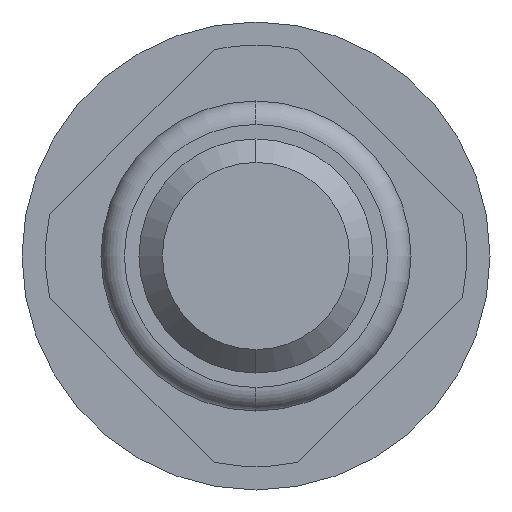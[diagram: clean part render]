
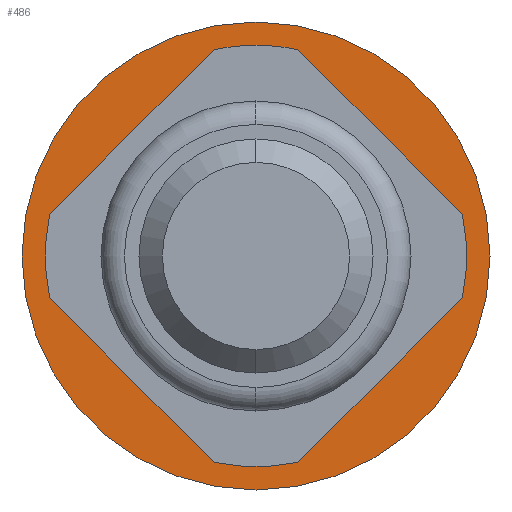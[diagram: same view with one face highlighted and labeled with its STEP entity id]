
A CAD part, front view. The second image highlights one B-rep face of the part: STEP entity #486.
In plain terms, the highlighted planar face has unit normal (0, -1, 0).
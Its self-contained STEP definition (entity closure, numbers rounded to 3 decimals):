
#69 = CIRCLE ( 'NONE', #589, 2. ) ;
#91 = DIRECTION ( 'NONE',  ( 0., -1., 0. ) ) ;
#92 = CARTESIAN_POINT ( 'NONE',  ( 2., 5.3, 0. ) ) ;
#246 = CARTESIAN_POINT ( 'NONE',  ( 0., 5.3, -0.9 ) ) ;
#318 = FACE_BOUND ( 'NONE', #920, .T. ) ;
#473 = AXIS2_PLACEMENT_3D ( 'NONE', #3074, #2470, #2788 ) ;
#486 = ADVANCED_FACE ( 'Defeature ausgef�hrt3_20', ( #2628, #318 ), #682, .T. ) ;
#589 = AXIS2_PLACEMENT_3D ( 'NONE', #2295, #887, #2335 ) ;
#682 = PLANE ( 'NONE',  #1948 ) ;
#717 = VERTEX_POINT ( 'NONE', #1303 ) ;
#779 = AXIS2_PLACEMENT_3D ( 'NONE', #1634, #2230, #1071 ) ;
#887 = DIRECTION ( 'NONE',  ( 0., -1., 0. ) ) ;
#920 = EDGE_LOOP ( 'NONE', ( #2461, #3421 ) ) ;
#940 = CARTESIAN_POINT ( 'NONE',  ( 0., 5.3, 2. ) ) ;
#972 = AXIS2_PLACEMENT_3D ( 'NONE', #2774, #91, #1551 ) ;
#1001 = CIRCLE ( 'NONE', #473, 0.9 ) ;
#1071 = DIRECTION ( 'NONE',  ( 0., 0., -1. ) ) ;
#1303 = CARTESIAN_POINT ( 'NONE',  ( 0., 5.3, 0.9 ) ) ;
#1314 = VERTEX_POINT ( 'NONE', #1523 ) ;
#1371 = CIRCLE ( 'NONE', #779, 0.9 ) ;
#1523 = CARTESIAN_POINT ( 'NONE',  ( 0., 5.3, -2. ) ) ;
#1551 = DIRECTION ( 'NONE',  ( 0., 0., -1. ) ) ;
#1634 = CARTESIAN_POINT ( 'NONE',  ( 0., 5.3, 0. ) ) ;
#1948 = AXIS2_PLACEMENT_3D ( 'NONE', #92, #2399, #2703 ) ;
#2171 = EDGE_LOOP ( 'NONE', ( #2196, #3323 ) ) ;
#2196 = ORIENTED_EDGE ( 'NONE', *, *, #3254, .T. ) ;
#2230 = DIRECTION ( 'NONE',  ( 0., -1., 0. ) ) ;
#2295 = CARTESIAN_POINT ( 'NONE',  ( 0., 5.3, 0. ) ) ;
#2323 = EDGE_CURVE ( 'Defeature ausgef�hrt3_19+Defeature ausgef�hrt3_20+Defeature ausgef�hrt3_20+Defeature ausgef�hrt3_20', #717, #3369, #1001, .T. ) ;
#2335 = DIRECTION ( 'NONE',  ( 0., 0., -1. ) ) ;
#2352 = EDGE_CURVE ( 'Defeature ausgef�hrt3_19+Defeature ausgef�hrt3_20+Defeature ausgef�hrt3_20+Defeature ausgef�hrt3_20', #3369, #717, #1371, .T. ) ;
#2399 = DIRECTION ( 'NONE',  ( 0., -1., 0. ) ) ;
#2461 = ORIENTED_EDGE ( 'NONE', *, *, #2352, .F. ) ;
#2470 = DIRECTION ( 'NONE',  ( 0., -1., 0. ) ) ;
#2628 = FACE_OUTER_BOUND ( 'NONE', #2171, .T. ) ;
#2660 = CIRCLE ( 'NONE', #972, 2. ) ;
#2703 = DIRECTION ( 'NONE',  ( 0., 0., -1. ) ) ;
#2774 = CARTESIAN_POINT ( 'NONE',  ( 0., 5.3, 0. ) ) ;
#2788 = DIRECTION ( 'NONE',  ( 0., 0., -1. ) ) ;
#3074 = CARTESIAN_POINT ( 'NONE',  ( 0., 5.3, 0. ) ) ;
#3084 = EDGE_CURVE ( 'Defeature ausgef�hrt3_20+Defeature ausgef�hrt3_21+Defeature ausgef�hrt3_21+Defeature ausgef�hrt3_21', #3476, #1314, #69, .T. ) ;
#3254 = EDGE_CURVE ( 'Defeature ausgef�hrt3_20+Defeature ausgef�hrt3_21+Defeature ausgef�hrt3_21+Defeature ausgef�hrt3_21', #1314, #3476, #2660, .T. ) ;
#3323 = ORIENTED_EDGE ( 'NONE', *, *, #3084, .T. ) ;
#3369 = VERTEX_POINT ( 'NONE', #246 ) ;
#3421 = ORIENTED_EDGE ( 'NONE', *, *, #2323, .F. ) ;
#3476 = VERTEX_POINT ( 'NONE', #940 ) ;
